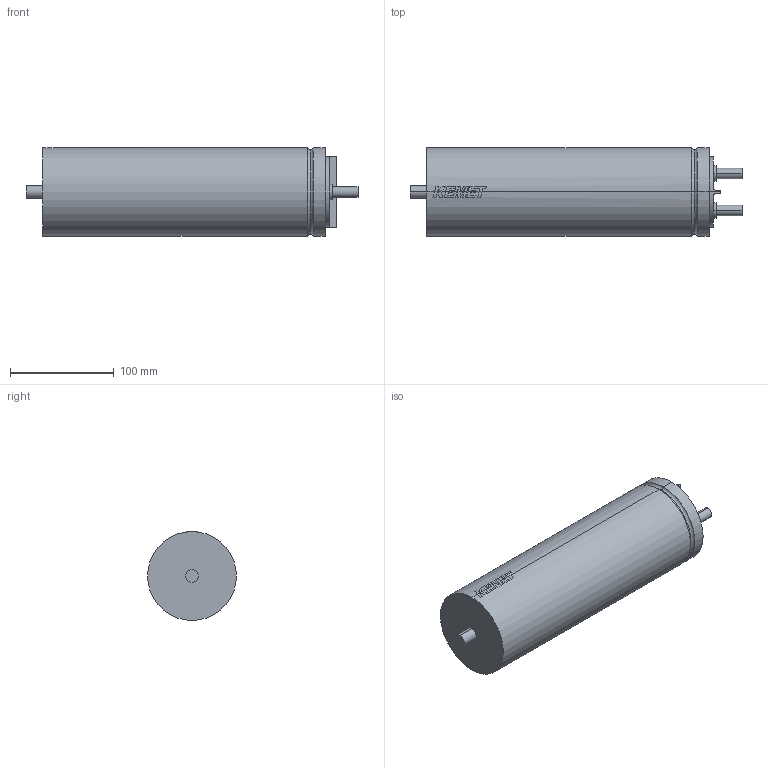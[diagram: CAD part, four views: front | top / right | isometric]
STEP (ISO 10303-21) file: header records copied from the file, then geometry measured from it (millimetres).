
FILE_DESCRIPTION (( 'STEP AP214' ), '1' );
FILE_NAME ('CFP_C44E_85X270_D85.5L272S35.5LL25.STEP', '2017-05-31T16:42:11', ( '' ), ( '' ), 'SwSTEP 2.0', 'SolidWorks 2014', '' );
FILE_SCHEMA (( 'AUTOMOTIVE_DESIGN' ));
Length unit declared in the file: millimetre
Products named in the file (1): CFP_C44E_85X270_D85.5L272S35.5LL25
Bounding box: 319.5 x 85.5 x 85.51 mm (x, y, z)
Volume: 1581823.9 mm3; surface area: 89184.8 mm2
Topology: 1 solids, 1 shells, 103 faces, 279 edges, 184 vertices
Faces by surface type: cylinder 34, plane 34, bspline 31, torus 4
Entity records: 3870 total; most frequent: CARTESIAN_POINT 1181, ORIENTED_EDGE 558, DIRECTION 314, EDGE_CURVE 279, VERTEX_POINT 184, B_SPLINE_CURVE_WITH_KNOTS 149, AXIS2_PLACEMENT_3D 115, EDGE_LOOP 109
